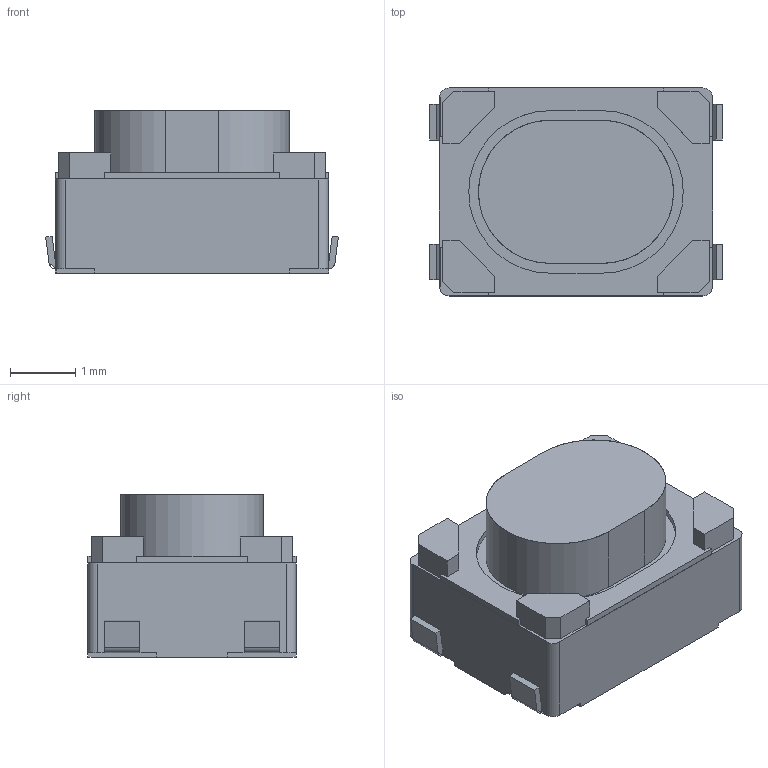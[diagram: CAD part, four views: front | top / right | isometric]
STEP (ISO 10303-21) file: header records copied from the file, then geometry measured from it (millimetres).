
FILE_DESCRIPTION(/* description */ ('STEP AP203'),/* implementation_level */ '2;1');
FILE_NAME(/* name */ 'PTS815SJG250SMTRLFS',/* time_stamp */ '2024-11-05T06:56:03+01:00',/* author */ ('License CC BY-ND 4.0'),/* organization */ ('CADENAS'),/* preprocessor_version */ 'ST-DEVELOPER v19.3',/* originating_system */ 'PARTsolutions',/* authorisation */ ' ');
FILE_SCHEMA (('CONFIG_CONTROL_DESIGN'));
Length unit declared in the file: millimetre
Products named in the file (4): PTS815SJG250SMTRLFS; PTS815SJG250SMTRLFS_PART1; PTS815SJG250SMTRLFS_PART2; PTS815SJG250SMTRLFS_PART3
Assembly tree (3 placements, depth 2):
  PTS815SJG250SMTRLFS
    PTS815SJG250SMTRLFS_PART1
    PTS815SJG250SMTRLFS_PART2
    PTS815SJG250SMTRLFS_PART3
Bounding box: 4.5 x 3.2 x 2.5 mm (x, y, z)
Volume: 0.5 mm3; surface area: 129.5 mm2
Topology: 1 solids, 7 shells, 225 faces, 761 edges, 521 vertices
Faces by surface type: plane 176, cylinder 45, torus 2, cone 2
Full cylindrical faces by diameter (mm): 0.9 x1
Entity records: 7969 total; most frequent: CARTESIAN_POINT 2370, ORIENTED_EDGE 1302, DIRECTION 768, EDGE_CURVE 761, B_SPLINE_CURVE_WITH_KNOTS 541, VERTEX_POINT 521, AXIS2_PLACEMENT_3D 319, EDGE_LOOP 239
